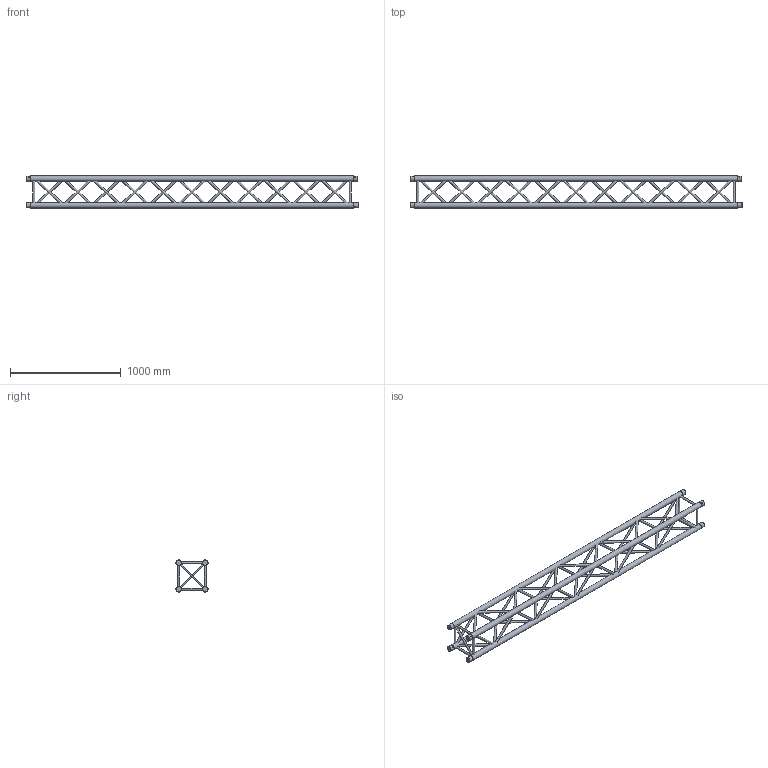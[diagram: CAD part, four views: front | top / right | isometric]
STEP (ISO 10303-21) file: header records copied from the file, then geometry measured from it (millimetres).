
FILE_DESCRIPTION((''),'2;1');
FILE_NAME('TQ29x29V300CXV.stp','2017-03-10T07:32:25',('alexandr.i'),(''),'Autodesk Inventor 2013','Autodesk Inventor 2013','');
FILE_SCHEMA(('AUTOMOTIVE_DESIGN { 1 0 10303 214 1 1 1 1 }'));
Length unit declared in the file: millimetre
Products named in the file (61): TQ29x29V300CXV; Frame0001; ISO 20 00000001; ISO 20 00000002; ISO 20 00000003; ISO 20 00000004; ISO 20 00000005; ISO 20 00000006; ISO 20 00000007; ISO 20 00000008; ISO 20 00000009; ISO 20 00000010; ISO 20 00000011; ISO 20 00000012; ISO 20 00000013; ISO 20 00000014; ISO 20 00000015; ISO 20 00000016; ISO 20 00000017; ISO 20 00000018; ISO 20 00000019; ISO 20 00000020; ISO 20 00000021; ISO 20 00000022; ISO 20 00000023; ISO 20 00000024; ISO 20 00000025; ISO 20 00000026; ISO 20 00000027; ISO 20 00000028; ISO 20 00000029; ISO 20 00000030; ISO 20 00000031; ISO 20 00000032; ISO 20 00000033; ISO 20 00000034; ISO 20 00000035; ISO 20 00000036; ISO 20 00000037; ISO 20 00000038 ...
Assembly tree (67 placements, depth 3):
  TQ29x29V300CXV
    Frame0001
      ISO 20 00000001
      ISO 20 00000002
      ISO 20 00000003
      ISO 20 00000004
      ISO 20 00000005
      ISO 20 00000006
      ISO 20 00000007
      ISO 20 00000008
      ISO 20 00000009
      ISO 20 00000010
      ISO 20 00000011
      ISO 20 00000012
      ISO 20 00000013
      ISO 20 00000014
      ISO 20 00000015
      ISO 20 00000016
      ISO 20 00000017
      ISO 20 00000018
      ISO 20 00000019
      ISO 20 00000020
      ISO 20 00000021
      ISO 20 00000022
      ISO 20 00000023
      ISO 20 00000024
      ISO 20 00000025
      ISO 20 00000026
      ISO 20 00000027
      ISO 20 00000028
      ISO 20 00000029
      ISO 20 00000030
      ISO 20 00000031
      ISO 20 00000032
      ISO 20 00000033
      ISO 20 00000034
      ISO 20 00000035
      ISO 20 00000036
      ISO 20 00000037
      ISO 20 00000038
      ISO 20 00000039
      ISO 20 00000040
      ISO 20 00000041
      ISO 20 00000042
      ISO 20 00000043
      ISO 20 00000044
      ISO 20 00000045
      ISO 20 00000046
      ISO 20 00000047
      ISO 20 00000048
      ISO 20 00000049
      ISO 20 00000050
      ISO 20 00000051
      ISO 20 00000052
      ISO 20 00000053
      ISO 20 00000054
      ISO 50 00000055
      ISO 50 00000056
      ISO 50 00000057
      ISO 50 00000058
Bounding box: 3000 x 290 x 290 mm (x, y, z)
Volume: 29170556.2 mm3; surface area: 3109676.4 mm2
Topology: 66 solids, 66 shells, 206 faces, 238 edges, 164 vertices
Faces by surface type: plane 132, cylinder 74
Full cylindrical faces by diameter (mm): 10 x8, 20 x54, 48 x8, 50 x4
Entity records: 5013 total; most frequent: DIRECTION 848, CARTESIAN_POINT 628, AXIS2_PLACEMENT_3D 424, ORIENTED_EDGE 244, EDGE_LOOP 240, FACE_OUTER_BOUND 178, ADVANCED_FACE 178, PRODUCT_DEFINITION_SHAPE 128
